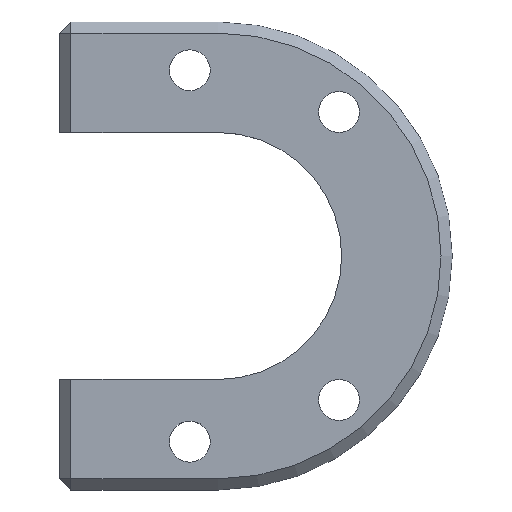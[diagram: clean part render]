
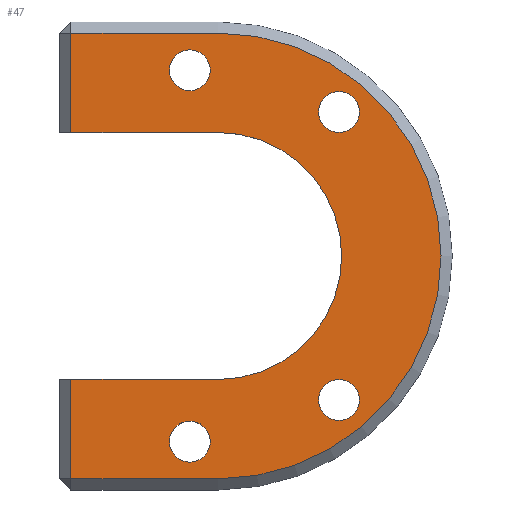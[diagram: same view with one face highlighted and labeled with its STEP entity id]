
A CAD part, top view. The second image highlights one B-rep face of the part: STEP entity #47.
In plain terms, the highlighted planar face has unit normal (0, 0, 1).
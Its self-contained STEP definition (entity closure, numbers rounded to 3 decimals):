
#47 = ADVANCED_FACE( '', ( #110, #111, #112, #113, #114 ), #115, .T. );
#110 = FACE_OUTER_BOUND( '', #198, .T. );
#111 = FACE_BOUND( '', #199, .T. );
#112 = FACE_BOUND( '', #200, .T. );
#113 = FACE_BOUND( '', #201, .T. );
#114 = FACE_BOUND( '', #202, .T. );
#115 = PLANE( '', #203 );
#198 = EDGE_LOOP( '', ( #280, #281, #282, #283, #284, #285, #286, #287 ) );
#199 = EDGE_LOOP( '', ( #288 ) );
#200 = EDGE_LOOP( '', ( #289 ) );
#201 = EDGE_LOOP( '', ( #290 ) );
#202 = EDGE_LOOP( '', ( #291 ) );
#203 = AXIS2_PLACEMENT_3D( '', #292, #293, #294 );
#280 = ORIENTED_EDGE( '', *, *, #474, .F. );
#281 = ORIENTED_EDGE( '', *, *, #475, .F. );
#282 = ORIENTED_EDGE( '', *, *, #476, .F. );
#283 = ORIENTED_EDGE( '', *, *, #477, .T. );
#284 = ORIENTED_EDGE( '', *, *, #478, .T. );
#285 = ORIENTED_EDGE( '', *, *, #479, .T. );
#286 = ORIENTED_EDGE( '', *, *, #480, .T. );
#287 = ORIENTED_EDGE( '', *, *, #481, .T. );
#288 = ORIENTED_EDGE( '', *, *, #482, .F. );
#289 = ORIENTED_EDGE( '', *, *, #483, .F. );
#290 = ORIENTED_EDGE( '', *, *, #484, .F. );
#291 = ORIENTED_EDGE( '', *, *, #485, .F. );
#292 = CARTESIAN_POINT( '', ( 0., 0., 6. ) );
#293 = DIRECTION( '', ( 0., 0., 1. ) );
#294 = DIRECTION( '', ( 1., 0., 0. ) );
#474 = EDGE_CURVE( '', #548, #549, #550, .T. );
#475 = EDGE_CURVE( '', #551, #548, #552, .T. );
#476 = EDGE_CURVE( '', #553, #551, #554, .T. );
#477 = EDGE_CURVE( '', #553, #555, #556, .T. );
#478 = EDGE_CURVE( '', #555, #557, #558, .T. );
#479 = EDGE_CURVE( '', #557, #559, #560, .T. );
#480 = EDGE_CURVE( '', #559, #561, #562, .T. );
#481 = EDGE_CURVE( '', #561, #549, #563, .T. );
#482 = EDGE_CURVE( '', #564, #564, #565, .T. );
#483 = EDGE_CURVE( '', #566, #566, #567, .T. );
#484 = EDGE_CURVE( '', #568, #568, #569, .T. );
#485 = EDGE_CURVE( '', #570, #570, #571, .T. );
#548 = VERTEX_POINT( '', #656 );
#549 = VERTEX_POINT( '', #657 );
#550 = LINE( '', #658, #659 );
#551 = VERTEX_POINT( '', #660 );
#552 = CIRCLE( '', #661, 33.25 );
#553 = VERTEX_POINT( '', #662 );
#554 = LINE( '', #663, #664 );
#555 = VERTEX_POINT( '', #665 );
#556 = LINE( '', #666, #667 );
#557 = VERTEX_POINT( '', #668 );
#558 = LINE( '', #669, #670 );
#559 = VERTEX_POINT( '', #671 );
#560 = CIRCLE( '', #672, 60. );
#561 = VERTEX_POINT( '', #673 );
#562 = LINE( '', #674, #675 );
#563 = LINE( '', #676, #677 );
#564 = VERTEX_POINT( '', #678 );
#565 = CIRCLE( '', #679, 5.5 );
#566 = VERTEX_POINT( '', #680 );
#567 = CIRCLE( '', #681, 5.5 );
#568 = VERTEX_POINT( '', #682 );
#569 = CIRCLE( '', #683, 5.5 );
#570 = VERTEX_POINT( '', #684 );
#571 = CIRCLE( '', #685, 5.5 );
#656 = CARTESIAN_POINT( '', ( 0., 33.25, 6. ) );
#657 = CARTESIAN_POINT( '', ( -39.65, 33.25, 6. ) );
#658 = CARTESIAN_POINT( '', ( 0., 33.25, 6. ) );
#659 = VECTOR( '', #801, 1000. );
#660 = CARTESIAN_POINT( '', ( 0., -33.25, 6. ) );
#661 = AXIS2_PLACEMENT_3D( '', #802, #803, #804 );
#662 = CARTESIAN_POINT( '', ( -39.65, -33.25, 6. ) );
#663 = CARTESIAN_POINT( '', ( 0., -33.25, 6. ) );
#664 = VECTOR( '', #805, 1000. );
#665 = CARTESIAN_POINT( '', ( -39.65, -60., 6. ) );
#666 = CARTESIAN_POINT( '', ( -39.65, -63., 6. ) );
#667 = VECTOR( '', #806, 1000. );
#668 = CARTESIAN_POINT( '', ( 0., -60., 6. ) );
#669 = CARTESIAN_POINT( '', ( 0., -60., 6. ) );
#670 = VECTOR( '', #807, 1000. );
#671 = CARTESIAN_POINT( '', ( 0., 60., 6. ) );
#672 = AXIS2_PLACEMENT_3D( '', #808, #809, #810 );
#673 = CARTESIAN_POINT( '', ( -39.65, 60., 6. ) );
#674 = CARTESIAN_POINT( '', ( 0., 60., 6. ) );
#675 = VECTOR( '', #811, 1000. );
#676 = CARTESIAN_POINT( '', ( -39.65, 33., 6. ) );
#677 = VECTOR( '', #812, 1000. );
#678 = CARTESIAN_POINT( '', ( -13.15, 50., 6. ) );
#679 = AXIS2_PLACEMENT_3D( '', #813, #814, #815 );
#680 = CARTESIAN_POINT( '', ( 27.013, 38.748, 6. ) );
#681 = AXIS2_PLACEMENT_3D( '', #816, #817, #818 );
#682 = CARTESIAN_POINT( '', ( 27.013, -38.748, 6. ) );
#683 = AXIS2_PLACEMENT_3D( '', #819, #820, #821 );
#684 = CARTESIAN_POINT( '', ( -13.15, -50., 6. ) );
#685 = AXIS2_PLACEMENT_3D( '', #822, #823, #824 );
#801 = DIRECTION( '', ( -1., 0., 0. ) );
#802 = CARTESIAN_POINT( '', ( 0., 0., 6. ) );
#803 = DIRECTION( '', ( 0., 0., 1. ) );
#804 = DIRECTION( '', ( -1., 0., 0. ) );
#805 = DIRECTION( '', ( 1., 0., 0. ) );
#806 = DIRECTION( '', ( 0., -1., 0. ) );
#807 = DIRECTION( '', ( 1., 0., 0. ) );
#808 = CARTESIAN_POINT( '', ( 0., 0., 6. ) );
#809 = DIRECTION( '', ( 0., 0., 1. ) );
#810 = DIRECTION( '', ( 1., 0., 0. ) );
#811 = DIRECTION( '', ( -1., 0., 0. ) );
#812 = DIRECTION( '', ( 0., -1., 0. ) );
#813 = CARTESIAN_POINT( '', ( -7.65, 50., 6. ) );
#814 = DIRECTION( '', ( 0., 0., 1. ) );
#815 = DIRECTION( '', ( -1., 0., 0. ) );
#816 = CARTESIAN_POINT( '', ( 32.513, 38.748, 6. ) );
#817 = DIRECTION( '', ( 0., 0., 1. ) );
#818 = DIRECTION( '', ( -1., 0., 0. ) );
#819 = CARTESIAN_POINT( '', ( 32.513, -38.748, 6. ) );
#820 = DIRECTION( '', ( 0., 0., 1. ) );
#821 = DIRECTION( '', ( -1., 0., 0. ) );
#822 = CARTESIAN_POINT( '', ( -7.65, -50., 6. ) );
#823 = DIRECTION( '', ( 0., 0., 1. ) );
#824 = DIRECTION( '', ( -1., 0., 0. ) );
